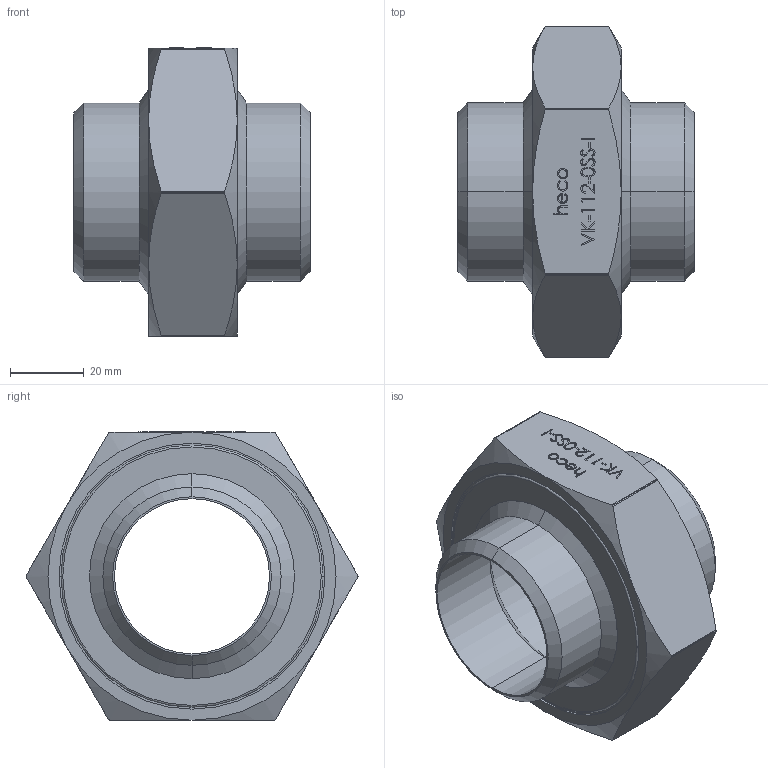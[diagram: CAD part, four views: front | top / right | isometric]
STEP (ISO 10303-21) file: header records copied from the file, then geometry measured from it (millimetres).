
FILE_DESCRIPTION (( 'STEP AP214' ), '1' );
FILE_NAME ('heco_VK-112-0SS-I.STEP', '2016-09-26T08:31:59', ( '' ), ( '' ), 'SwSTEP 2.0', 'SolidWorks 2016', '' );
FILE_SCHEMA (( 'AUTOMOTIVE_DESIGN' ));
Length unit declared in the file: millimetre
Products named in the file (1): heco_VK-112-0SS-I
Bounding box: 64 x 89.91 x 78.1 mm (x, y, z)
Volume: 100990.4 mm3; surface area: 28363.9 mm2
Topology: 1 solids, 1 shells, 237 faces, 601 edges, 390 vertices
Faces by surface type: plane 101, bspline 80, cone 28, cylinder 26, torus 2
Entity records: 12930 total; most frequent: CARTESIAN_POINT 5989, ORIENTED_EDGE 1202, DIRECTION 767, EDGE_CURVE 601, VERTEX_POINT 390, LINE 335, VECTOR 335, EDGE_LOOP 263
